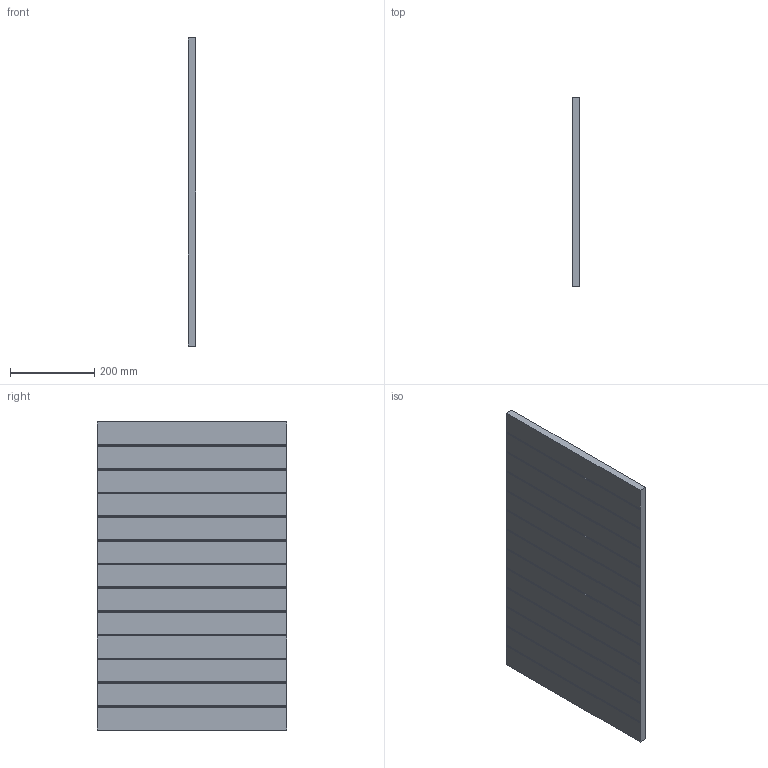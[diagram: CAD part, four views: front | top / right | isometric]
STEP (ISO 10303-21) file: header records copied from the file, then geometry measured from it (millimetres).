
FILE_DESCRIPTION (( 'STEP AP214' ), '1' );
FILE_NAME ('阨眊峓啣E26E.STEP', '2023-03-08T14:09:30', ( '' ), ( '' ), 'SwSTEP 2.0', 'SolidWorks 2019', '' );
FILE_SCHEMA (( 'AUTOMOTIVE_DESIGN' ));
Length unit declared in the file: millimetre
Products named in the file (1): 阨眊峓啣E26E
Bounding box: 18 x 450 x 732 mm (x, y, z)
Volume: 5915832.4 mm3; surface area: 708295.2 mm2
Topology: 1 solids, 1 shells, 78 faces, 216 edges, 144 vertices
Faces by surface type: plane 46, cylinder 32
Entity records: 2538 total; most frequent: CARTESIAN_POINT 439, DIRECTION 438, ORIENTED_EDGE 432, EDGE_CURVE 216, VECTOR 152, LINE 152, VERTEX_POINT 144, AXIS2_PLACEMENT_3D 143
